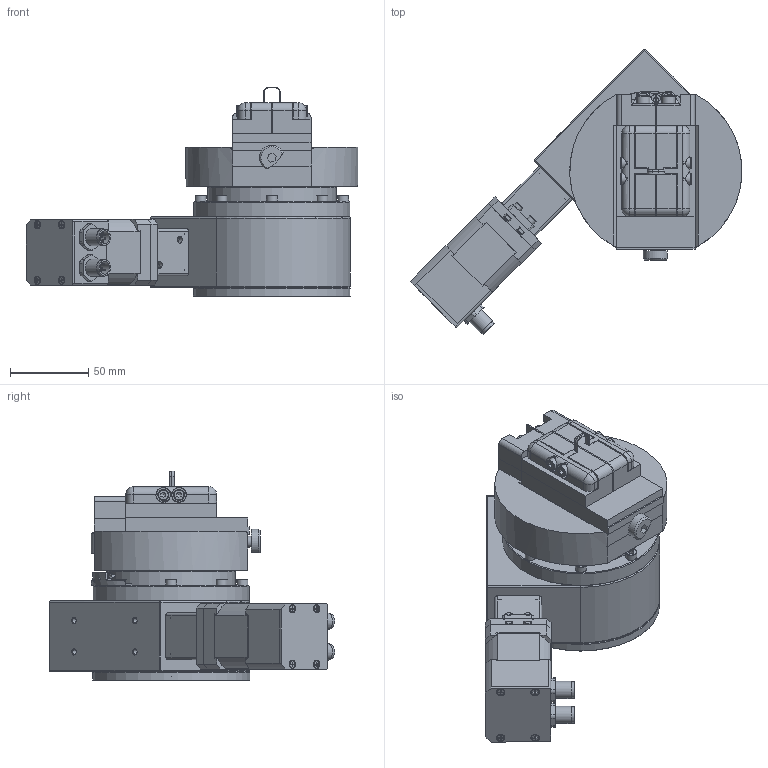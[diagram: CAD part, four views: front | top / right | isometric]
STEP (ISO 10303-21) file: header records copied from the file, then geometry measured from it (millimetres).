
FILE_DESCRIPTION(/* description */ (''),/* implementation_level */ '2;1');
FILE_NAME(/* name */ 'Werkzeug-Schnellwechselsystem.step',/* time_stamp */ '2025-09-20T21:43:54+02:00',/* author */ ('marku'),/* organization */ (''),/* preprocessor_version */ 'ST-DEVELOPER v20.1',/* originating_system */ 'Autodesk Inventor 2026',/* authorisation */ '');
FILE_SCHEMA (('AUTOMOTIVE_DESIGN { 1 0 10303 214 3 1 1 }'));
Length unit declared in the file: millimetre
Products named in the file (32): Lang Adapter; Versuch 1; 44461-01-02; Wechselwerkzeug_Master_09_25; Führungsklemme_S1; Andruckplatte_S1; Andruckplatte_S2; Führungsklemme_S2; Grundplatte; W_10_30_2; ISO 4762 - M4 x 16; Terminal SC25-6; ISO 4762 - M4 x 40; DIN 125 - A 4,3; ISO 4762 - M4 x 30; RL_D_30_PRT_asym_RL_D_30_102_5_01035; 1; 2; RL-D-20-MK-C-N17-02; MOT-AN-S-060-005-042-M-C-AAAC; RL-D-CH-2030-L-01; RL-D-FG-2030-N17-L-01; COU-AR-K-050-080-25-26-B-AAAA; DIN 912 - M3x10 - V2A; DIN 912 - M3x8 - V2A; DIN 934 - M3 - V2A; RL-D-20-IK-001; RL-D-IH20-001; INI-AB-I-025-A-AA; DIN 963 - M2,5x6 - V2A; DIN 7 - 3x6 - V2A; ISO 4762 - M5 x 8
Assembly tree (73 placements, depth 5):
  Lang Adapter
    Versuch 1
    44461-01-02
    Wechselwerkzeug_Master_09_25
      Führungsklemme_S1
      Andruckplatte_S1
      Andruckplatte_S2
      Führungsklemme_S2
      Grundplatte
      W_10_30_2
      DIN 125 - A 4,3  x8
      ISO 4762 - M4 x 16  x8
    Terminal SC25-6  x2
    DIN 125 - A 4,3  x6
    ISO 4762 - M4 x 40  x2
    ISO 4762 - M4 x 30  x4
    RL_D_30_PRT_asym_RL_D_30_102_5_01035
      1
      2
      RL-D-20-MK-C-N17-02
        MOT-AN-S-060-005-042-M-C-AAAC
        RL-D-CH-2030-L-01
        RL-D-FG-2030-N17-L-01
        COU-AR-K-050-080-25-26-B-AAAA
          #56104
          #56105
          #56106
        DIN 912 - M3x8 - V2A  x8
        DIN 912 - M3x10 - V2A  x4
        DIN 934 - M3 - V2A  x4
      RL-D-20-IK-001
        RL-D-IH20-001
        INI-AB-I-025-A-AA
        DIN 963 - M2,5x6 - V2A
        DIN 7 - 3x6 - V2A
    ISO 4762 - M5 x 8  x2
Bounding box: 211.76 x 182.21 x 133.89 mm (x, y, z)
Volume: 1003610.3 mm3; surface area: 227586.4 mm2
Topology: 79 solids, 101 shells, 2376 faces, 5654 edges, 3688 vertices
Faces by surface type: plane 1179, cylinder 556, cone 338, bspline 187, torus 110, sphere 6
Full cylindrical faces by diameter (mm): 1 x13, 1.42 x1, 2 x2, 2.013 x9, 2.224 x4, 2.4 x1, 2.459 x16, 2.5 x1, 2.6 x1, 2.9 x4, 3 x17, 3.2 x2, 3.242 x38, 3.3 x20, 3.4 x4, 3.6 x1, 4 x34, 4.2 x18, 4.3 x22, 4.5 x16, 4.7 x4, 4.917 x2, 5 x3, 5.5 x14, 6 x12, 7 x35, 7.5 x8, 8 x4, 8.2 x2, 8.5 x2
Entity records: 56238 total; most frequent: CARTESIAN_POINT 11407, DIRECTION 8963, ORIENTED_EDGE 8618, EDGE_CURVE 4309, AXIS2_PLACEMENT_3D 3279, VERTEX_POINT 2813, LINE 2405, VECTOR 2405
